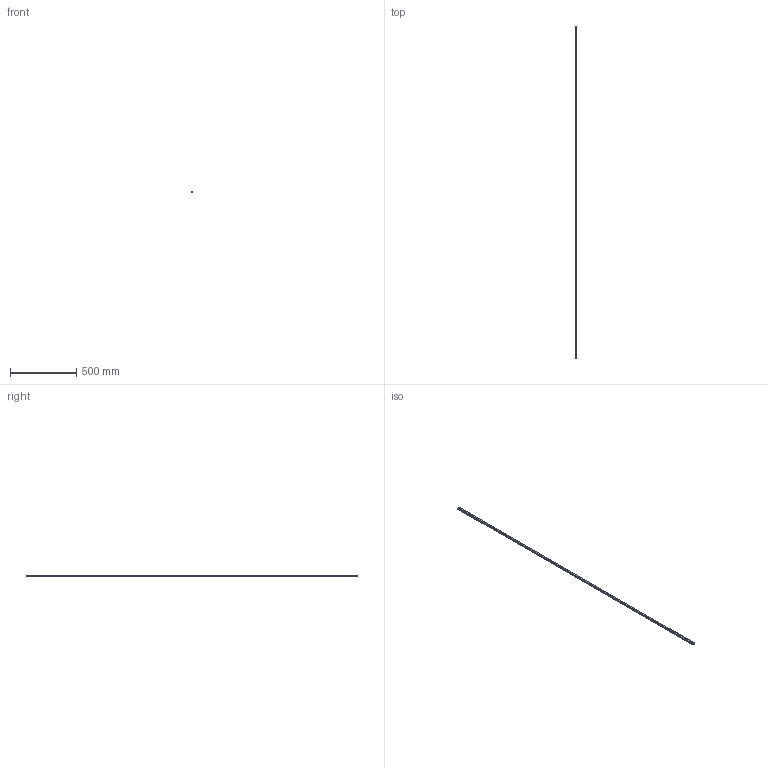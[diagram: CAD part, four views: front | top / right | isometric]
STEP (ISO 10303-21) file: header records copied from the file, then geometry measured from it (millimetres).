
FILE_DESCRIPTION(('STEP AP214'),'1');
FILE_NAME('cctmp_06970DE7-02AB-4FF1-97B7-4B54EFE8FCF1_2021_02_02_13_36_24_0977..stp','2021-02-02T12:36:25',('HIWIN GmbH'),('CADClick - www.CADClick.com'),'Spatial InterOp 3D',' ','unknown authorization');
FILE_SCHEMA(('AUTOMOTIVE_DESIGN'));
Length unit declared in the file: millimetre
Products named in the file (1): EGR15U2500C_FILE
Bounding box: 15 x 2500 x 12.5 mm (x, y, z)
Volume: 398145 mm3; surface area: 152379.6 mm2
Topology: 1 solids, 1 shells, 523 faces, 1299 edges, 866 vertices
Faces by surface type: cylinder 270, plane 253
Entity records: 20109 total; most frequent: DIRECTION 3055, CARTESIAN_POINT 2689, ORIENTED_EDGE 2598, EDGE_CURVE 1299, AXIS2_PLACEMENT_3D 1232, VERTEX_POINT 866, EDGE_LOOP 611, LINE 591
